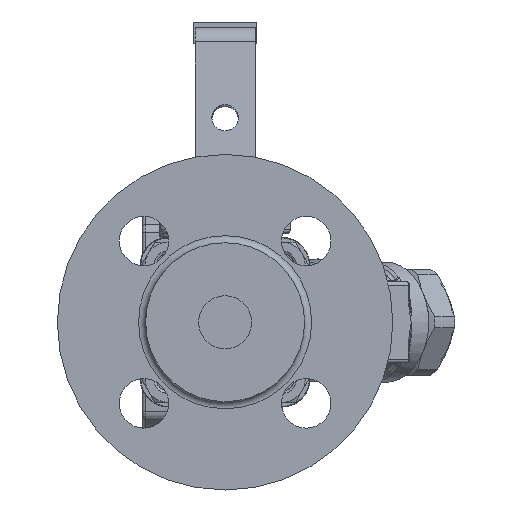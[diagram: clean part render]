
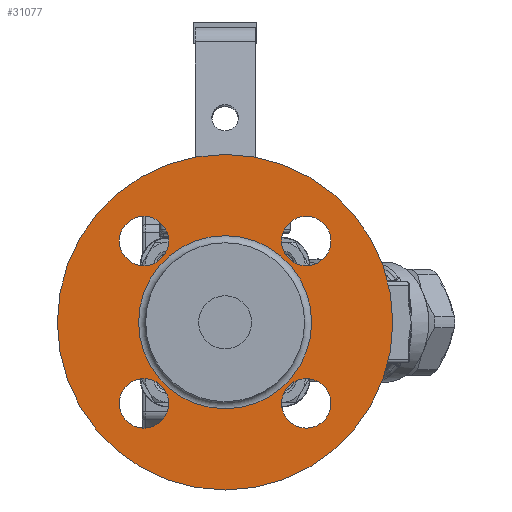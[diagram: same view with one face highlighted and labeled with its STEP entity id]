
A CAD part, left-side view. The second image highlights one B-rep face of the part: STEP entity #31077.
In plain terms, the highlighted planar face has unit normal (-1, 0, 0).
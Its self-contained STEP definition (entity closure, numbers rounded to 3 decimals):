
#6284=FACE_BOUND('',#10061,.T.);
#6285=FACE_BOUND('',#10062,.T.);
#6286=FACE_BOUND('',#10063,.T.);
#6287=FACE_BOUND('',#10064,.T.);
#6288=FACE_BOUND('',#10065,.T.);
#8091=FACE_OUTER_BOUND('',#10060,.T.);
#10060=EDGE_LOOP('',(#28491,#28492));
#10061=EDGE_LOOP('',(#28493,#28494));
#10062=EDGE_LOOP('',(#28495,#28496));
#10063=EDGE_LOOP('',(#28497,#28498));
#10064=EDGE_LOOP('',(#28499,#28500));
#10065=EDGE_LOOP('',(#28501));
#11842=CIRCLE('',#34643,24.5);
#11843=CIRCLE('',#34645,47.5);
#11844=CIRCLE('',#34646,47.5);
#11845=CIRCLE('',#34647,7.);
#11846=CIRCLE('',#34648,7.);
#11847=CIRCLE('',#34649,7.);
#11848=CIRCLE('',#34650,7.);
#11849=CIRCLE('',#34651,7.);
#11850=CIRCLE('',#34652,7.);
#11851=CIRCLE('',#34653,7.);
#11852=CIRCLE('',#34654,7.);
#14703=VERTEX_POINT('',#64943);
#14704=VERTEX_POINT('',#64947);
#14705=VERTEX_POINT('',#64948);
#14706=VERTEX_POINT('',#64951);
#14707=VERTEX_POINT('',#64952);
#14708=VERTEX_POINT('',#64955);
#14709=VERTEX_POINT('',#64956);
#14710=VERTEX_POINT('',#64959);
#14711=VERTEX_POINT('',#64960);
#14712=VERTEX_POINT('',#64963);
#14713=VERTEX_POINT('',#64964);
#19310=EDGE_CURVE('',#14703,#14703,#11842,.T.);
#19311=EDGE_CURVE('',#14704,#14705,#11843,.T.);
#19312=EDGE_CURVE('',#14705,#14704,#11844,.T.);
#19313=EDGE_CURVE('',#14706,#14707,#11845,.T.);
#19314=EDGE_CURVE('',#14707,#14706,#11846,.T.);
#19315=EDGE_CURVE('',#14708,#14709,#11847,.T.);
#19316=EDGE_CURVE('',#14709,#14708,#11848,.T.);
#19317=EDGE_CURVE('',#14710,#14711,#11849,.T.);
#19318=EDGE_CURVE('',#14711,#14710,#11850,.T.);
#19319=EDGE_CURVE('',#14712,#14713,#11851,.T.);
#19320=EDGE_CURVE('',#14713,#14712,#11852,.T.);
#28491=ORIENTED_EDGE('',*,*,#19311,.F.);
#28492=ORIENTED_EDGE('',*,*,#19312,.F.);
#28493=ORIENTED_EDGE('',*,*,#19313,.T.);
#28494=ORIENTED_EDGE('',*,*,#19314,.T.);
#28495=ORIENTED_EDGE('',*,*,#19315,.T.);
#28496=ORIENTED_EDGE('',*,*,#19316,.T.);
#28497=ORIENTED_EDGE('',*,*,#19317,.T.);
#28498=ORIENTED_EDGE('',*,*,#19318,.T.);
#28499=ORIENTED_EDGE('',*,*,#19319,.T.);
#28500=ORIENTED_EDGE('',*,*,#19320,.T.);
#28501=ORIENTED_EDGE('',*,*,#19310,.F.);
#29281=PLANE('',#34644);
#31077=ADVANCED_FACE('',(#8091,#6284,#6285,#6286,#6287,#6288),#29281,.F.);
#34643=AXIS2_PLACEMENT_3D('',#64945,#43388,#43389);
#34644=AXIS2_PLACEMENT_3D('',#64946,#43390,#43391);
#34645=AXIS2_PLACEMENT_3D('',#64949,#43392,#43393);
#34646=AXIS2_PLACEMENT_3D('',#64950,#43394,#43395);
#34647=AXIS2_PLACEMENT_3D('',#64953,#43396,#43397);
#34648=AXIS2_PLACEMENT_3D('',#64954,#43398,#43399);
#34649=AXIS2_PLACEMENT_3D('',#64957,#43400,#43401);
#34650=AXIS2_PLACEMENT_3D('',#64958,#43402,#43403);
#34651=AXIS2_PLACEMENT_3D('',#64961,#43404,#43405);
#34652=AXIS2_PLACEMENT_3D('',#64962,#43406,#43407);
#34653=AXIS2_PLACEMENT_3D('',#64965,#43408,#43409);
#34654=AXIS2_PLACEMENT_3D('',#64966,#43410,#43411);
#43388=DIRECTION('center_axis',(-1.,0.,0.));
#43389=DIRECTION('ref_axis',(0.,0.,
1.));
#43390=DIRECTION('center_axis',(1.,0.,0.));
#43391=DIRECTION('ref_axis',(0.,0.,
1.));
#43392=DIRECTION('center_axis',(1.,0.,0.));
#43393=DIRECTION('ref_axis',(0.,0.,
1.));
#43394=DIRECTION('center_axis',(1.,0.,0.));
#43395=DIRECTION('ref_axis',(0.,0.,
1.));
#43396=DIRECTION('center_axis',(1.,0.,0.));
#43397=DIRECTION('ref_axis',(0.,0.,-1.));
#43398=DIRECTION('center_axis',(1.,0.,0.));
#43399=DIRECTION('ref_axis',(0.,0.,-1.));
#43400=DIRECTION('center_axis',(1.,0.,0.));
#43401=DIRECTION('ref_axis',(0.,1.,0.));
#43402=DIRECTION('center_axis',(1.,0.,0.));
#43403=DIRECTION('ref_axis',(0.,1.,0.));
#43404=DIRECTION('center_axis',(1.,0.,0.));
#43405=DIRECTION('ref_axis',(0.,0.,
1.));
#43406=DIRECTION('center_axis',(1.,0.,0.));
#43407=DIRECTION('ref_axis',(0.,0.,
1.));
#43408=DIRECTION('center_axis',(1.,0.,0.));
#43409=DIRECTION('ref_axis',(0.,-1.,0.));
#43410=DIRECTION('center_axis',(1.,0.,0.));
#43411=DIRECTION('ref_axis',(0.,-1.,0.));
#64943=CARTESIAN_POINT('',(-277.835,29.163,-24.25));
#64945=CARTESIAN_POINT('Origin',(-277.835,29.163,0.25));
#64946=CARTESIAN_POINT('Origin',(-277.835,29.163,0.25));
#64947=CARTESIAN_POINT('',(-277.835,29.163,47.75));
#64948=CARTESIAN_POINT('',(-277.835,29.163,-47.25));
#64949=CARTESIAN_POINT('Origin',(-277.835,29.163,0.25));
#64950=CARTESIAN_POINT('Origin',(-277.835,29.163,0.25));
#64951=CARTESIAN_POINT('',(-277.835,6.182,-29.731));
#64952=CARTESIAN_POINT('',(-277.835,6.182,-15.731));
#64953=CARTESIAN_POINT('Origin',(-277.835,6.182,-22.731));
#64954=CARTESIAN_POINT('Origin',(-277.835,6.182,-22.731));
#64955=CARTESIAN_POINT('',(-277.835,59.144,-22.731));
#64956=CARTESIAN_POINT('',(-277.835,45.144,-22.731));
#64957=CARTESIAN_POINT('Origin',(-277.835,52.144,-22.731));
#64958=CARTESIAN_POINT('Origin',(-277.835,52.144,-22.731));
#64959=CARTESIAN_POINT('',(-277.835,52.144,30.231));
#64960=CARTESIAN_POINT('',(-277.835,52.144,16.231));
#64961=CARTESIAN_POINT('Origin',(-277.835,52.144,23.231));
#64962=CARTESIAN_POINT('Origin',(-277.835,52.144,23.231));
#64963=CARTESIAN_POINT('',(-277.835,-0.818,23.231));
#64964=CARTESIAN_POINT('',(-277.835,13.182,23.231));
#64965=CARTESIAN_POINT('Origin',(-277.835,6.182,23.231));
#64966=CARTESIAN_POINT('Origin',(-277.835,6.182,23.231));
